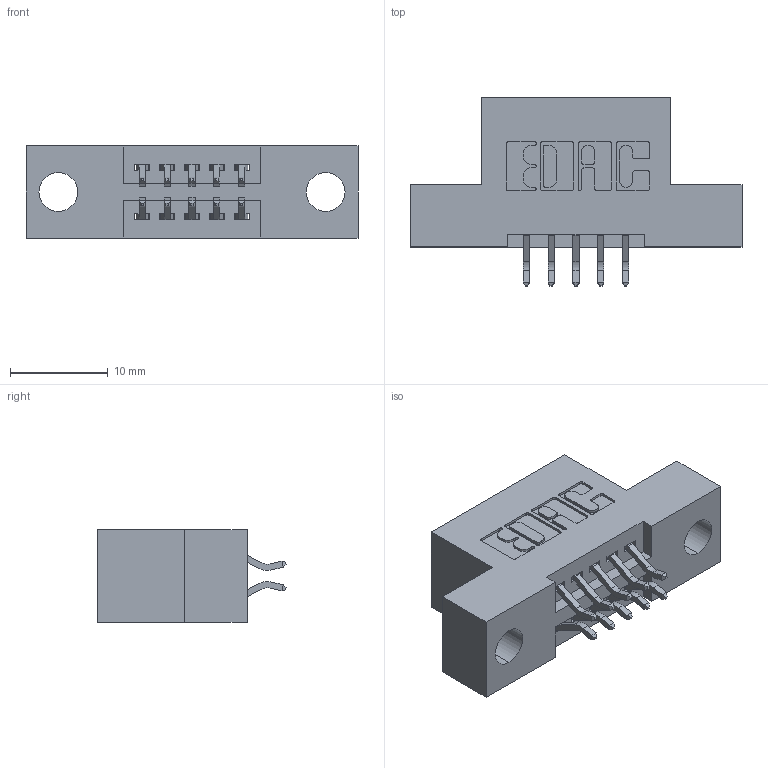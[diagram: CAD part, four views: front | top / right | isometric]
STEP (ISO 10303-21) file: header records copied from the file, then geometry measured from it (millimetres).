
FILE_DESCRIPTION (( 'STEP AP203' ), '1' );
FILE_NAME ('395-010-556-204.STEP', '2021-06-14T17:28:16', ( '' ), ( '' ), 'SwSTEP 2.0', 'SolidWorks 2020', '' );
FILE_SCHEMA (( 'CONFIG_CONTROL_DESIGN' ));
Length unit declared in the file: inch
Products named in the file (3): 395-010-556-204; 345 Part_Flush Mounting Lugs - 0.156 Dia-TI; 345-292-001_556 Tail
Assembly tree (11 placements, depth 2):
  395-010-556-204
    345 Part_Flush Mounting Lugs - 0.156 Dia-TI
    345-292-001_556 Tail  x10
Bounding box: 33.91 x 19.24 x 9.4 mm (x, y, z)
Volume: 2844.2 mm3; surface area: 3330.4 mm2
Topology: 11 solids, 11 shells, 700 faces, 2047 edges, 1350 vertices
Faces by surface type: plane 464, cylinder 236
Entity records: 9543 total; most frequent: CARTESIAN_POINT 1654, ORIENTED_EDGE 1574, DIRECTION 1491, EDGE_CURVE 787, VECTOR 627, LINE 627, VERTEX_POINT 522, AXIS2_PLACEMENT_3D 432
